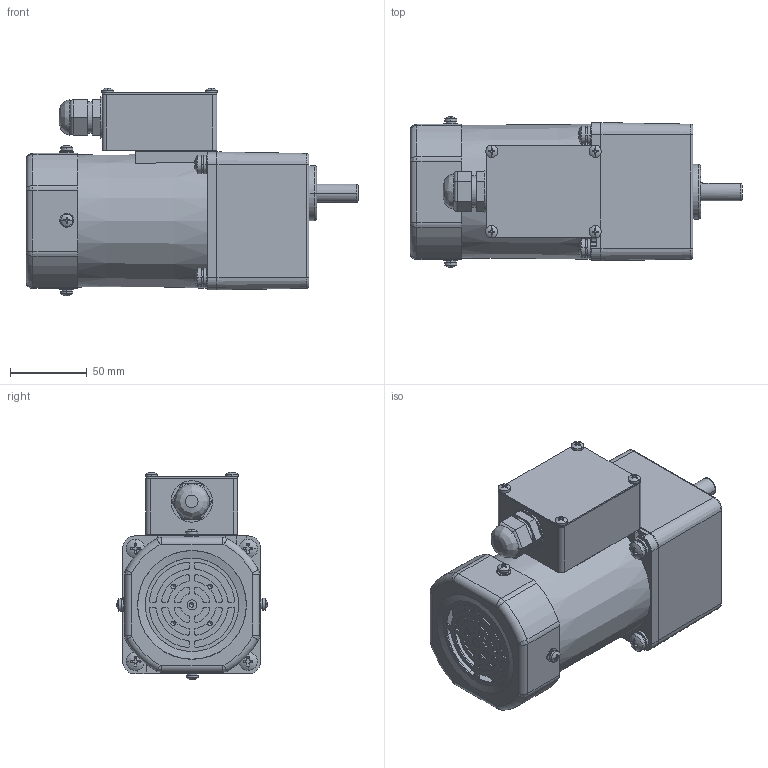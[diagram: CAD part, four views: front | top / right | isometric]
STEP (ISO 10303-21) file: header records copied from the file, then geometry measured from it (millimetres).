
FILE_DESCRIPTION(/* description */ (''),/* implementation_level */ '2;1');
FILE_NAME(/* name */ '5IK60GN-T',/* time_stamp */ '2015-09-17T09:11:43+08:00',/* author */ (''),/* organization */ (''),/* preprocessor_version */ 'ST-DEVELOPER v9',/* originating_system */ 'UGS - NX 4.0',/* authorisation */ '');
FILE_SCHEMA (('CONFIG_CONTROL_DESIGN'));
Length unit declared in the file: millimetre
Products named in the file (1): Admi9201sp9r
Bounding box: 216.6 x 98.11 x 135.42 mm (x, y, z)
Volume: 1176942 mm3; surface area: 170110.4 mm2
Topology: 38 solids, 40 shells, 1957 faces, 4515 edges, 2706 vertices
Faces by surface type: cylinder 745, cone 603, plane 514, sphere 42, torus 33, bspline 19, extrusion 1
Full cylindrical faces by diameter (mm): 4 x11, 4.2 x4, 4.5 x4, 5 x9, 6.5 x1, 7 x4, 8 x1, 11 x3, 12 x2, 20.5 x1, 21 x1, 27 x1, 44 x1, 60 x1, 85 x2
Entity records: 56500 total; most frequent: CARTESIAN_POINT 11372, DIRECTION 10299, ORIENTED_EDGE 8788, EDGE_CURVE 4394, AXIS2_PLACEMENT_3D 4102, VERTEX_POINT 2673, EDGE_LOOP 2166, CIRCLE 2159
